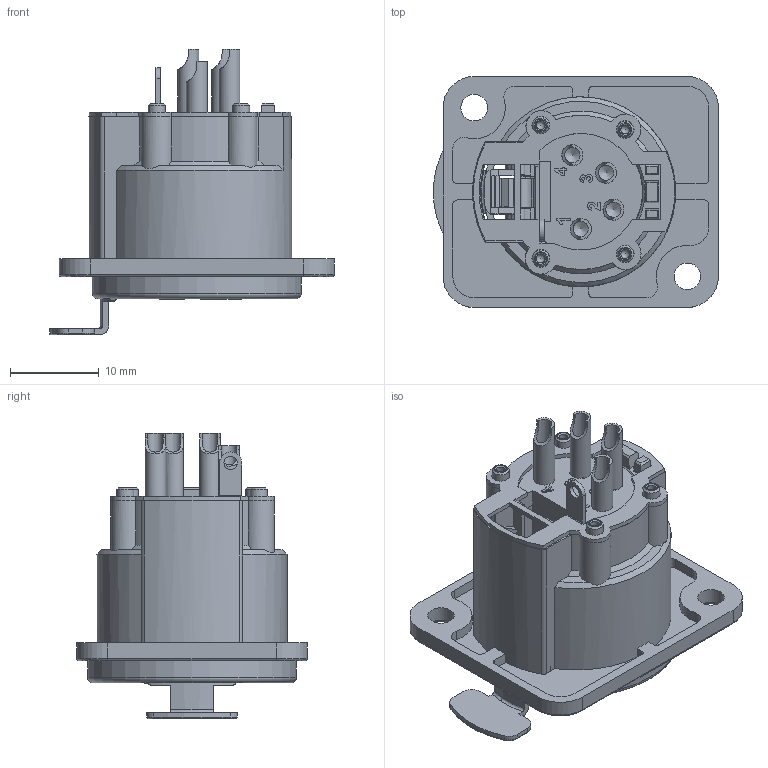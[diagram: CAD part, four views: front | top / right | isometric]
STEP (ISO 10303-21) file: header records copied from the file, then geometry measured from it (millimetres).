
FILE_DESCRIPTION(/* description */ (''),/* implementation_level */ '2;1');
FILE_NAME(/* name */ 'AX4FD-M3.stp',/* time_stamp */ '2020-03-24T16:08:33+11:00',/* author */ ('minh'),/* organization */ (''),/* preprocessor_version */ 'ST-DEVELOPER v16.1',/* originating_system */ 'Autodesk Inventor 2016',/* authorisation */ '');
FILE_SCHEMA (('AUTOMOTIVE_DESIGN { 1 0 10303 214 3 1 1 }'));
Length unit declared in the file: inch
Products named in the file (1): AX4FD-M3_Shrinkwrap_1
Bounding box: 32.08 x 26 x 32.15 mm (x, y, z)
Surface area: 6776.2 mm2 (no closed solid volume)
Topology: 0 solids, 62 shells, 427 faces, 1988 edges, 1584 vertices
Faces by surface type: plane 233, cylinder 118, torus 32, cone 28, bspline 12, sphere 4
Full cylindrical faces by diameter (mm): 1 x4, 1.5 x1, 1.72 x4, 1.85 x4, 1.9 x4, 2.35 x4, 3 x2, 23.5 x1
Entity records: 21589 total; most frequent: CARTESIAN_POINT 6374, DIRECTION 2732, ORIENTED_EDGE 2710, EDGE_CURVE 1915, VERTEX_POINT 1564, LINE 1048, VECTOR 1048, AXIS2_PLACEMENT_3D 842
